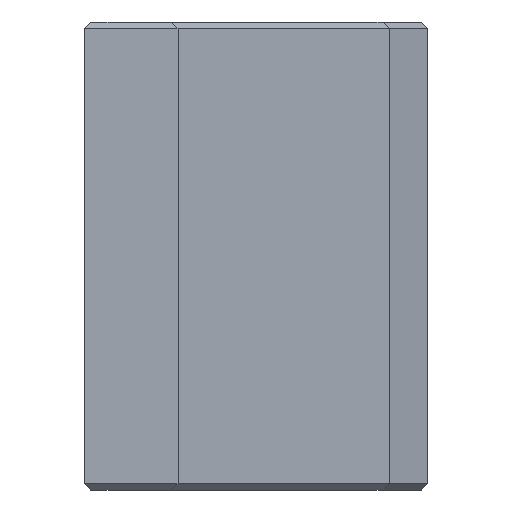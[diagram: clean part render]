
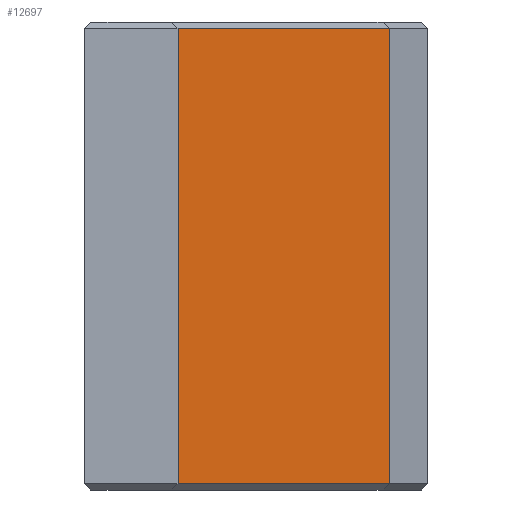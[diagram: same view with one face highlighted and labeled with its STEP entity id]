
A CAD part, left-side view. The second image highlights one B-rep face of the part: STEP entity #12697.
In plain terms, the highlighted planar face has unit normal (-1, 0, 0).
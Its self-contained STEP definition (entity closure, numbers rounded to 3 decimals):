
#821 = EDGE_CURVE ( 'NONE', #4138, #2473, #19968, .T. ) ;
#1332 = CARTESIAN_POINT ( 'NONE',  ( -15., 5., 15. ) ) ;
#1715 = EDGE_CURVE ( 'NONE', #2473, #14243, #2956, .T. ) ;
#2473 = VERTEX_POINT ( 'NONE', #19833 ) ;
#2956 = LINE ( 'NONE', #1332, #17792 ) ;
#3171 = DIRECTION ( 'NONE',  ( 0., 1., 0. ) ) ;
#3204 = EDGE_CURVE ( 'NONE', #4138, #17568, #17918, .T. ) ;
#3661 = CARTESIAN_POINT ( 'NONE',  ( -15., -8.556, 15. ) ) ;
#4138 = VERTEX_POINT ( 'NONE', #12002 ) ;
#4481 = EDGE_CURVE ( 'NONE', #14243, #17568, #11009, .T. ) ;
#7795 = DIRECTION ( 'NONE',  ( 0., 0., -1. ) ) ;
#8100 = ORIENTED_EDGE ( 'NONE', *, *, #1715, .T. ) ;
#8482 = DIRECTION ( 'NONE',  ( 1., 0., 0. ) ) ;
#8690 = EDGE_LOOP ( 'NONE', ( #8100, #19963, #18853, #17908 ) ) ;
#11009 = LINE ( 'NONE', #11123, #18609 ) ;
#11123 = CARTESIAN_POINT ( 'NONE',  ( -15., 5., -14.586 ) ) ;
#12002 = CARTESIAN_POINT ( 'NONE',  ( -15., -8.556, 14.586 ) ) ;
#12697 = ADVANCED_FACE ( 'NONE', ( #15442 ), #19044, .F. ) ;
#14243 = VERTEX_POINT ( 'NONE', #16679 ) ;
#14506 = DIRECTION ( 'NONE',  ( 0., 1., 0. ) ) ;
#14783 = CARTESIAN_POINT ( 'NONE',  ( -15., -8.556, -14.586 ) ) ;
#15041 = AXIS2_PLACEMENT_3D ( 'NONE', #20436, #8482, #3171 ) ;
#15442 = FACE_OUTER_BOUND ( 'NONE', #8690, .T. ) ;
#16023 = CARTESIAN_POINT ( 'NONE',  ( -15., 5., 14.586 ) ) ;
#16329 = DIRECTION ( 'NONE',  ( 0., -1., 0. ) ) ;
#16679 = CARTESIAN_POINT ( 'NONE',  ( -15., 5., -14.586 ) ) ;
#17568 = VERTEX_POINT ( 'NONE', #14783 ) ;
#17792 = VECTOR ( 'NONE', #22087, 1000. ) ;
#17908 = ORIENTED_EDGE ( 'NONE', *, *, #821, .T. ) ;
#17918 = LINE ( 'NONE', #3661, #19337 ) ;
#18609 = VECTOR ( 'NONE', #16329, 1000. ) ;
#18853 = ORIENTED_EDGE ( 'NONE', *, *, #3204, .F. ) ;
#19044 = PLANE ( 'NONE',  #15041 ) ;
#19337 = VECTOR ( 'NONE', #7795, 1000. ) ;
#19833 = CARTESIAN_POINT ( 'NONE',  ( -15., 5., 14.586 ) ) ;
#19963 = ORIENTED_EDGE ( 'NONE', *, *, #4481, .T. ) ;
#19968 = LINE ( 'NONE', #16023, #22593 ) ;
#20436 = CARTESIAN_POINT ( 'NONE',  ( -15., 5., 15. ) ) ;
#22087 = DIRECTION ( 'NONE',  ( 0., 0., -1. ) ) ;
#22593 = VECTOR ( 'NONE', #14506, 1000. ) ;
